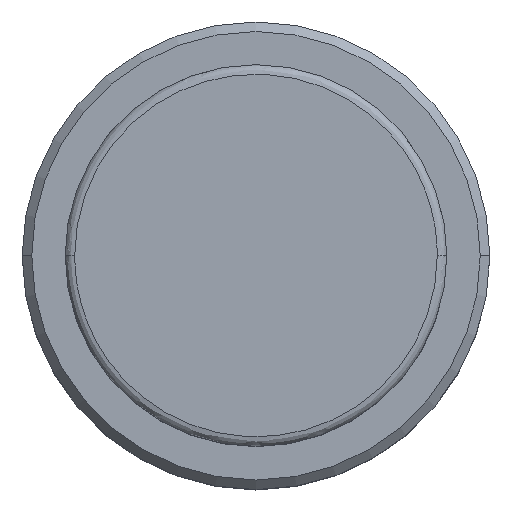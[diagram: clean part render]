
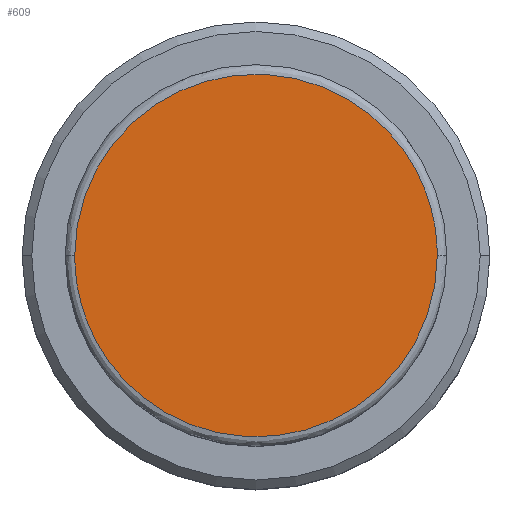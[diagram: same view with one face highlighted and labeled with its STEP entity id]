
A CAD part, top view. The second image highlights one B-rep face of the part: STEP entity #609.
In plain terms, the highlighted planar face has unit normal (0, 0, 1).
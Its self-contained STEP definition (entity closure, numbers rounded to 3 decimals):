
#206 = DIRECTION ( 'NONE',  ( -1., 0., 0. ) ) ;
#211 = DIRECTION ( 'NONE',  ( 0., 0., -1. ) ) ;
#216 = CARTESIAN_POINT ( 'NONE',  ( 3.846, -3.846, 8.5 ) ) ;
#223 = PLANE ( 'NONE',  #859 ) ;
#226 = FACE_OUTER_BOUND ( 'NONE', #1922, .T. ) ;
#427 = CARTESIAN_POINT ( 'NONE',  ( 3.8, 0., 8.5 ) ) ;
#523 = CARTESIAN_POINT ( 'NONE',  ( -3.8, 0., 8.5 ) ) ;
#609 = ADVANCED_FACE ( 'NONE', ( #226 ), #223, .F. ) ;
#623 = CARTESIAN_POINT ( 'NONE',  ( -3.8, 0., 8.5 ) ) ;
#726 = CARTESIAN_POINT ( 'NONE',  ( 3.8, 0., 8.5 ) ) ;
#859 = AXIS2_PLACEMENT_3D ( 'NONE', #216, #211, #206 ) ;
#925 = CARTESIAN_POINT ( 'NONE',  ( 3.8, 0., 8.5 ) ) ;
#955 = VERTEX_POINT ( 'NONE', #925 ) ;
#1418 = CARTESIAN_POINT ( 'NONE',  ( -3.8, 7.6, 8.5 ) ) ;
#1505 = CARTESIAN_POINT ( 'NONE',  ( 3.8, -7.6, 8.5 ) ) ;
#1590 =( BOUNDED_CURVE ( )  B_SPLINE_CURVE ( 3, ( #623, #1418, #2190, #427 ),
 .UNSPECIFIED., .F., .T. ) 
 B_SPLINE_CURVE_WITH_KNOTS ( ( 4, 4 ),
 ( 0., 1. ),
 .UNSPECIFIED. ) 
 CURVE ( )  GEOMETRIC_REPRESENTATION_ITEM ( )  RATIONAL_B_SPLINE_CURVE ( ( 0.957, 0.319, 0.319, 0.957 ) ) 
 REPRESENTATION_ITEM ( '' )  );
#1844 = EDGE_CURVE ( 'NONE', #2401, #955, #1590, .T. ) ;
#1854 =( BOUNDED_CURVE ( )  B_SPLINE_CURVE ( 3, ( #726, #1505, #2294, #523 ),
 .UNSPECIFIED., .F., .F. ) 
 B_SPLINE_CURVE_WITH_KNOTS ( ( 4, 4 ),
 ( 0., 1. ),
 .UNSPECIFIED. ) 
 CURVE ( )  GEOMETRIC_REPRESENTATION_ITEM ( )  RATIONAL_B_SPLINE_CURVE ( ( 0.957, 0.319, 0.319, 0.957 ) ) 
 REPRESENTATION_ITEM ( '' )  );
#1922 = EDGE_LOOP ( 'NONE', ( #2414, #2476 ) ) ;
#2024 = EDGE_CURVE ( 'NONE', #955, #2401, #1854, .T. ) ;
#2190 = CARTESIAN_POINT ( 'NONE',  ( 3.8, 7.6, 8.5 ) ) ;
#2265 = CARTESIAN_POINT ( 'NONE',  ( -3.8, 0., 8.5 ) ) ;
#2294 = CARTESIAN_POINT ( 'NONE',  ( -3.8, -7.6, 8.5 ) ) ;
#2401 = VERTEX_POINT ( 'NONE', #2265 ) ;
#2414 = ORIENTED_EDGE ( 'NONE', *, *, #2024, .F. ) ;
#2476 = ORIENTED_EDGE ( 'NONE', *, *, #1844, .F. ) ;
